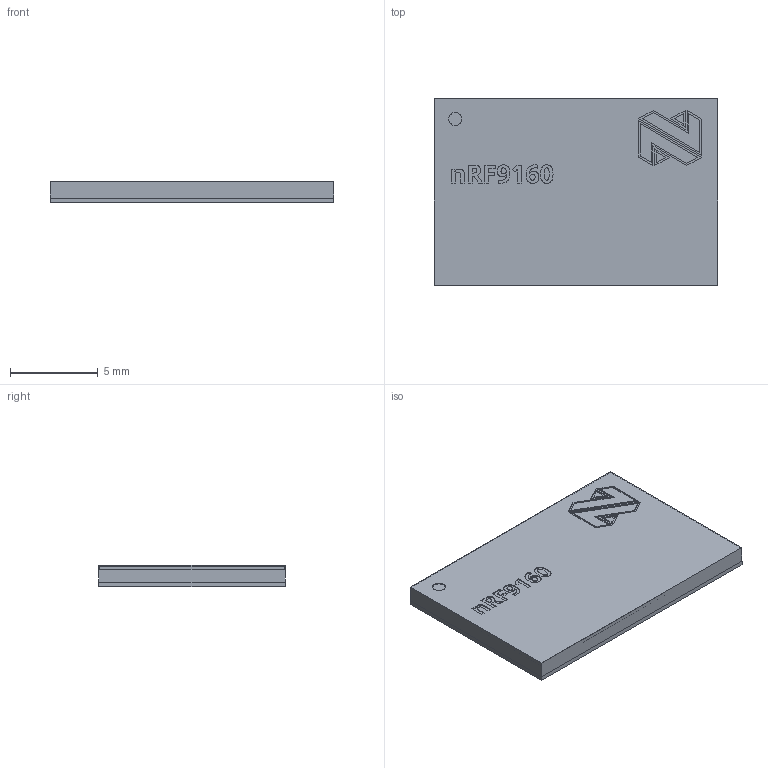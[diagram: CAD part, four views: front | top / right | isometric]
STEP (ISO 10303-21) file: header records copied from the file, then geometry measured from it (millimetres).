
FILE_DESCRIPTION(/* description */ ('STEP AP242','CAx-IF Rec.Pracs.---Representation and Presentation of Product Manufacturing Information (PMI)---4.0---2014-10-13','CAx-IF Rec.Pracs.---3D Tessellated Geometry---0.4---2014-09-14','2;1'),/* implementation_level */ '2;1');
FILE_NAME(/* name */ '65ed485711629276fdd3f6ee',/* time_stamp */ '2024-03-10T05:42:47Z',/* author */ (''),/* organization */ (''),/* preprocessor_version */ 'ST-DEVELOPER v19.4',/* originating_system */ ' ',/* authorisation */ ' ');
FILE_SCHEMA (('AP242_MANAGED_MODEL_BASED_3D_ENGINEERING_MIM_LF { 1 0 10303 442 1 1 4 }'));
Length unit declared in the file: metre
Products named in the file (6): nrf9160_SiP; 9082-0075-0001_MainBoard.step <1>; U1_3.step <1>; nRF9160_v5-7.step; nRF9160_v5.step; nRF9160_v5-6.step
Assembly tree (5 placements, depth 4):
  nrf9160_SiP
    9082-0075-0001_MainBoard.step <1>
      U1_3.step <1>
        nRF9160_v5-7.step
        nRF9160_v5.step
        nRF9160_v5-6.step
Bounding box: 16.1 x 10.6 x 1.2 mm (x, y, z)
Surface area: 1097.1 mm2
Topology: 3 solids, 3 shells, 198 faces, 516 edges, 344 vertices
Faces by surface type: plane 117, bspline 43, cylinder 38
Full cylindrical faces by diameter (mm): 0.74 x1
Entity records: 6354 total; most frequent: CARTESIAN_POINT 1654, ORIENTED_EDGE 1030, DIRECTION 787, EDGE_CURVE 515, VERTEX_POINT 344, LINE 313, VECTOR 313, AXIS2_PLACEMENT_3D 237
